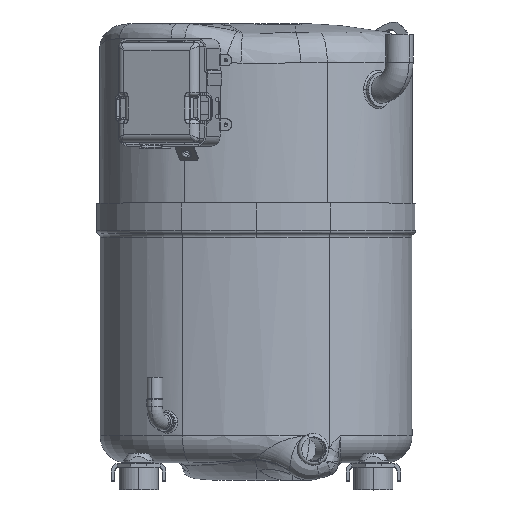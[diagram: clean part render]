
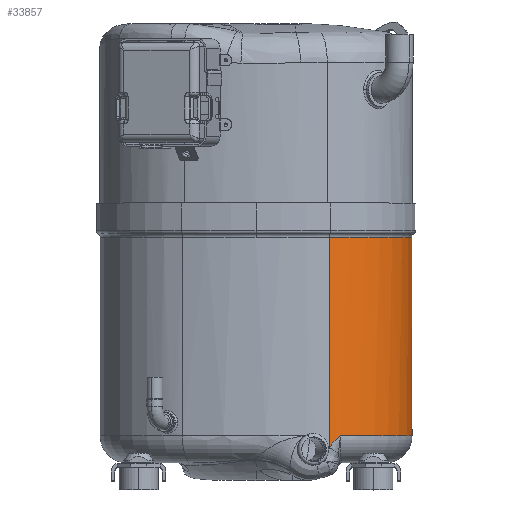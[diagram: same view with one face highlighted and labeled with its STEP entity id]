
A CAD part, top view. The second image highlights one B-rep face of the part: STEP entity #33857.
In plain terms, the highlighted cylindrical face has radius 94.945 mm (diameter 189.89 mm), a partial arc.
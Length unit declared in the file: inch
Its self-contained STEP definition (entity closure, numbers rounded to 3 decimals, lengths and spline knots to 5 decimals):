
#714 = EDGE_CURVE ( 'NONE', #19943, #39075, #10272, .T. ) ;
#1131 = CARTESIAN_POINT ( 'NONE',  ( 2.6657, -7.45983, 3.45956 ) ) ;
#2758 = AXIS2_PLACEMENT_3D ( 'NONE', #9782, #31174, #21910 ) ;
#3100 = ORIENTED_EDGE ( 'NONE', *, *, #29069, .T. ) ;
#3643 = CARTESIAN_POINT ( 'NONE',  ( 1.25, -1.09661, 0. ) ) ;
#4185 = CARTESIAN_POINT ( 'NONE',  ( 2.68667, -7.44416, 3.45089 ) ) ;
#4382 = CIRCLE ( 'NONE', #38746, 3.738 ) ;
#4535 = VECTOR ( 'NONE', #31987, 39.37008 ) ;
#5900 = VERTEX_POINT ( 'NONE', #10109 ) ;
#6691 = DIRECTION ( 'NONE',  ( 0., 0., -1. ) ) ;
#7232 = CARTESIAN_POINT ( 'NONE',  ( 2.6951, -7.438, 3.44736 ) ) ;
#9662 = VECTOR ( 'NONE', #20848, 39.37008 ) ;
#9782 = CARTESIAN_POINT ( 'NONE',  ( 1.25, 0., 0. ) ) ;
#10009 = CARTESIAN_POINT ( 'NONE',  ( 2.34941, -7.80956, 3.57267 ) ) ;
#10109 = CARTESIAN_POINT ( 'NONE',  ( 2.34941, -1.09661, 3.57267 ) ) ;
#10272 = CIRCLE ( 'NONE', #12557, 3.738 ) ;
#12557 = AXIS2_PLACEMENT_3D ( 'NONE', #16917, #38217, #19942 ) ;
#12678 = EDGE_CURVE ( 'NONE', #39075, #29186, #17687, .T. ) ;
#12853 = FACE_OUTER_BOUND ( 'NONE', #38346, .T. ) ;
#13206 = CARTESIAN_POINT ( 'NONE',  ( 2.53343, -7.57364, 3.5109 ) ) ;
#14370 = EDGE_CURVE ( 'NONE', #29186, #5900, #4382, .T. ) ;
#15282 = CARTESIAN_POINT ( 'NONE',  ( 2.34941, -7.80956, 3.57267 ) ) ;
#16043 = CARTESIAN_POINT ( 'NONE',  ( 2.34941, -7.438, -3.57267 ) ) ;
#16212 = CARTESIAN_POINT ( 'NONE',  ( 2.61225, -7.50256, 3.48098 ) ) ;
#16233 = ORIENTED_EDGE ( 'NONE', *, *, #12678, .T. ) ;
#16649 = CARTESIAN_POINT ( 'NONE',  ( 2.34941, 0., 3.57267 ) ) ;
#16917 = CARTESIAN_POINT ( 'NONE',  ( 1.25, -7.438, 0. ) ) ;
#17240 = ORIENTED_EDGE ( 'NONE', *, *, #714, .T. ) ;
#17578 = ORIENTED_EDGE ( 'NONE', *, *, #14370, .T. ) ;
#17687 = LINE ( 'NONE', #36057, #9662 ) ;
#19263 = CARTESIAN_POINT ( 'NONE',  ( 2.65325, -7.46948, 3.46462 ) ) ;
#19942 = DIRECTION ( 'NONE',  ( 0., 0., -1. ) ) ;
#19943 = VERTEX_POINT ( 'NONE', #28057 ) ;
#19959 = B_SPLINE_CURVE_WITH_KNOTS ( 'NONE', 3,
 ( #10009, #28324, #31413, #13206, #34454, #16212, #37501, #19263, #1131, #22298, #4185, #25379, #7232 ),
 .UNSPECIFIED., .F., .F.,
 ( 4, 2, 2, 2, 1, 2, 4 ),
 ( 0., 0.00665, 0.00997, 0.01164, 0.01247, 0.01288, 0.0133 ),
 .UNSPECIFIED. ) ;
#20517 = VERTEX_POINT ( 'NONE', #15282 ) ;
#20848 = DIRECTION ( 'NONE',  ( 0., 1., 0. ) ) ;
#21910 = DIRECTION ( 'NONE',  ( 0., 0., -1. ) ) ;
#22298 = CARTESIAN_POINT ( 'NONE',  ( 2.67827, -7.4504, 3.45438 ) ) ;
#24827 = DIRECTION ( 'NONE',  ( 0., -1., 0. ) ) ;
#25379 = CARTESIAN_POINT ( 'NONE',  ( 2.69093, -7.44104, 3.44912 ) ) ;
#27080 = ORIENTED_EDGE ( 'NONE', *, *, #29383, .T. ) ;
#27768 = LINE ( 'NONE', #16649, #4535 ) ;
#28014 = CYLINDRICAL_SURFACE ( 'NONE', #2758, 3.738 ) ;
#28057 = CARTESIAN_POINT ( 'NONE',  ( 2.6951, -7.438, 3.44736 ) ) ;
#28324 = CARTESIAN_POINT ( 'NONE',  ( 2.3936, -7.73415, 3.55907 ) ) ;
#29069 = EDGE_CURVE ( 'NONE', #5900, #20517, #27768, .T. ) ;
#29186 = VERTEX_POINT ( 'NONE', #38734 ) ;
#29383 = EDGE_CURVE ( 'NONE', #20517, #19943, #19959, .T. ) ;
#31174 = DIRECTION ( 'NONE',  ( 0., -1., 0. ) ) ;
#31413 = CARTESIAN_POINT ( 'NONE',  ( 2.44586, -7.6663, 3.54209 ) ) ;
#31987 = DIRECTION ( 'NONE',  ( 0., -1., 0. ) ) ;
#33857 = ADVANCED_FACE ( 'NONE', ( #12853 ), #28014, .T. ) ;
#34454 = CARTESIAN_POINT ( 'NONE',  ( 2.56428, -7.54421, 3.4995 ) ) ;
#36057 = CARTESIAN_POINT ( 'NONE',  ( 2.34941, 0., -3.57267 ) ) ;
#37501 = CARTESIAN_POINT ( 'NONE',  ( 2.62851, -7.48909, 3.47457 ) ) ;
#38217 = DIRECTION ( 'NONE',  ( 0., 1., 0. ) ) ;
#38346 = EDGE_LOOP ( 'NONE', ( #16233, #17578, #3100, #27080, #17240 ) ) ;
#38734 = CARTESIAN_POINT ( 'NONE',  ( 2.34941, -1.09661, -3.57267 ) ) ;
#38746 = AXIS2_PLACEMENT_3D ( 'NONE', #3643, #24827, #6691 ) ;
#39075 = VERTEX_POINT ( 'NONE', #16043 ) ;
